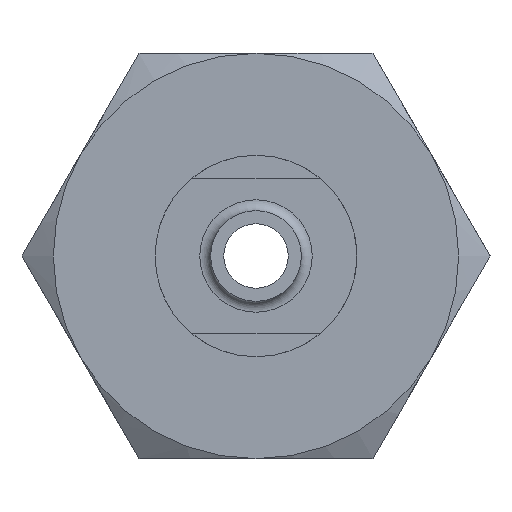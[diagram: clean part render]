
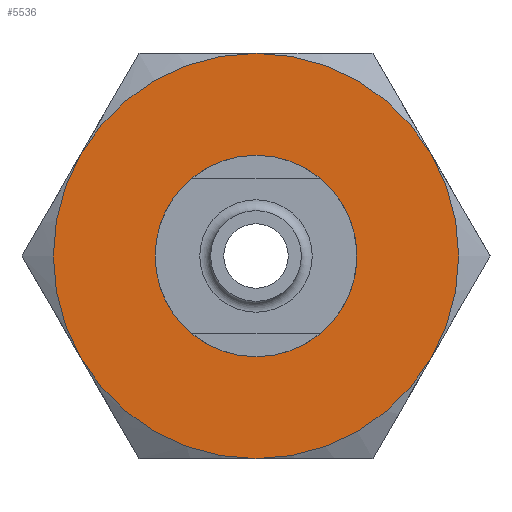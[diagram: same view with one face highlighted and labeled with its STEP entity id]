
A CAD part, left-side view. The second image highlights one B-rep face of the part: STEP entity #5536.
In plain terms, the highlighted planar face has unit normal (-1, 0, 0).
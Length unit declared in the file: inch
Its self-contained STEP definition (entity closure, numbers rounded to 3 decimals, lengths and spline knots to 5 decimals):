
#177 = ORIENTED_EDGE ( 'NONE', *, *, #5963, .F. ) ;
#187 = ORIENTED_EDGE ( 'NONE', *, *, #2537, .F. ) ;
#314 = VERTEX_POINT ( 'NONE', #9336 ) ;
#413 = ORIENTED_EDGE ( 'NONE', *, *, #11901, .F. ) ;
#722 = EDGE_CURVE ( 'NONE', #9922, #10403, #5549, .T. ) ;
#983 = CIRCLE ( 'NONE', #5021, 0.5625 ) ;
#1211 = EDGE_CURVE ( 'NONE', #8889, #7589, #8323, .T. ) ;
#1559 = DIRECTION ( 'NONE',  ( 0., 0., -1. ) ) ;
#2198 = AXIS2_PLACEMENT_3D ( 'NONE', #8409, #11434, #1559 ) ;
#2391 = DIRECTION ( 'NONE',  ( 0., 0., -1. ) ) ;
#2537 = EDGE_CURVE ( 'NONE', #10403, #8995, #9703, .T. ) ;
#2810 = CARTESIAN_POINT ( 'NONE',  ( 0.81195, -0.84752, 0.0884 ) ) ;
#2931 = PLANE ( 'NONE',  #9662 ) ;
#3278 = ORIENTED_EDGE ( 'NONE', *, *, #722, .F. ) ;
#3386 = EDGE_LOOP ( 'NONE', ( #6264, #3895, #177, #187, #3278, #6778 ) ) ;
#3895 = ORIENTED_EDGE ( 'NONE', *, *, #6310, .F. ) ;
#4206 = DIRECTION ( 'NONE',  ( 1., 0., 0. ) ) ;
#4298 = CARTESIAN_POINT ( 'NONE',  ( 0.81195, -0.84752, -0.4741 ) ) ;
#5021 = AXIS2_PLACEMENT_3D ( 'NONE', #12570, #10636, #11529 ) ;
#5333 = CIRCLE ( 'NONE', #8438, 0.5625 ) ;
#5454 = DIRECTION ( 'NONE',  ( 1., 0., 0. ) ) ;
#5536 = ADVANCED_FACE ( 'NONE', ( #5651, #11118 ), #2931, .F. ) ;
#5549 = CIRCLE ( 'NONE', #7726, 0.5625 ) ;
#5651 = FACE_BOUND ( 'NONE', #11700, .T. ) ;
#5908 = CIRCLE ( 'NONE', #11300, 0.27975 ) ;
#5963 = EDGE_CURVE ( 'NONE', #8995, #12589, #983, .T. ) ;
#6264 = ORIENTED_EDGE ( 'NONE', *, *, #1211, .F. ) ;
#6310 = EDGE_CURVE ( 'NONE', #12589, #8889, #10156, .T. ) ;
#6778 = ORIENTED_EDGE ( 'NONE', *, *, #8020, .F. ) ;
#6928 = CARTESIAN_POINT ( 'NONE',  ( 0.81195, -0.36039, -0.19285 ) ) ;
#7044 = DIRECTION ( 'NONE',  ( 0., 0., -1. ) ) ;
#7282 = CARTESIAN_POINT ( 'NONE',  ( 0.81195, -1.33466, -0.75535 ) ) ;
#7542 = CARTESIAN_POINT ( 'NONE',  ( 0.81195, -0.84752, -0.4741 ) ) ;
#7589 = VERTEX_POINT ( 'NONE', #9483 ) ;
#7726 = AXIS2_PLACEMENT_3D ( 'NONE', #8973, #11016, #7044 ) ;
#8020 = EDGE_CURVE ( 'NONE', #7589, #9922, #5333, .T. ) ;
#8307 = CARTESIAN_POINT ( 'NONE',  ( 0.81195, -0.84752, -0.4741 ) ) ;
#8323 = CIRCLE ( 'NONE', #2198, 0.5625 ) ;
#8409 = CARTESIAN_POINT ( 'NONE',  ( 0.81195, -0.84752, -0.4741 ) ) ;
#8438 = AXIS2_PLACEMENT_3D ( 'NONE', #7542, #5454, #8548 ) ;
#8548 = DIRECTION ( 'NONE',  ( 0., 0., -1. ) ) ;
#8577 = AXIS2_PLACEMENT_3D ( 'NONE', #8307, #4206, #2391 ) ;
#8889 = VERTEX_POINT ( 'NONE', #11894 ) ;
#8953 = CARTESIAN_POINT ( 'NONE',  ( 0.81195, -0.72717, -0.4741 ) ) ;
#8973 = CARTESIAN_POINT ( 'NONE',  ( 0.81195, -0.84752, -0.4741 ) ) ;
#8995 = VERTEX_POINT ( 'NONE', #12196 ) ;
#9336 = CARTESIAN_POINT ( 'NONE',  ( 0.81195, -0.56777, -0.4741 ) ) ;
#9483 = CARTESIAN_POINT ( 'NONE',  ( 0.81195, -0.36039, -0.75535 ) ) ;
#9662 = AXIS2_PLACEMENT_3D ( 'NONE', #8953, #9856, #11047 ) ;
#9703 = CIRCLE ( 'NONE', #9737, 0.5625 ) ;
#9737 = AXIS2_PLACEMENT_3D ( 'NONE', #10717, #11780, #12572 ) ;
#9856 = DIRECTION ( 'NONE',  ( 1., 0., 0. ) ) ;
#9922 = VERTEX_POINT ( 'NONE', #6928 ) ;
#10156 = CIRCLE ( 'NONE', #8577, 0.5625 ) ;
#10403 = VERTEX_POINT ( 'NONE', #2810 ) ;
#10636 = DIRECTION ( 'NONE',  ( 1., 0., 0. ) ) ;
#10717 = CARTESIAN_POINT ( 'NONE',  ( 0.81195, -0.84752, -0.4741 ) ) ;
#11016 = DIRECTION ( 'NONE',  ( 1., 0., 0. ) ) ;
#11047 = DIRECTION ( 'NONE',  ( 0., 1., 0. ) ) ;
#11118 = FACE_OUTER_BOUND ( 'NONE', #3386, .T. ) ;
#11178 = DIRECTION ( 'NONE',  ( -1., 0., 0. ) ) ;
#11262 = DIRECTION ( 'NONE',  ( 0., 1., 0. ) ) ;
#11300 = AXIS2_PLACEMENT_3D ( 'NONE', #4298, #11178, #11262 ) ;
#11434 = DIRECTION ( 'NONE',  ( 1., 0., 0. ) ) ;
#11529 = DIRECTION ( 'NONE',  ( 0., 0., -1. ) ) ;
#11700 = EDGE_LOOP ( 'NONE', ( #413 ) ) ;
#11780 = DIRECTION ( 'NONE',  ( 1., 0., 0. ) ) ;
#11894 = CARTESIAN_POINT ( 'NONE',  ( 0.81195, -0.84752, -1.0366 ) ) ;
#11901 = EDGE_CURVE ( 'NONE', #314, #314, #5908, .T. ) ;
#12196 = CARTESIAN_POINT ( 'NONE',  ( 0.81195, -1.33466, -0.19285 ) ) ;
#12570 = CARTESIAN_POINT ( 'NONE',  ( 0.81195, -0.84752, -0.4741 ) ) ;
#12572 = DIRECTION ( 'NONE',  ( 0., 0., -1. ) ) ;
#12589 = VERTEX_POINT ( 'NONE', #7282 ) ;
